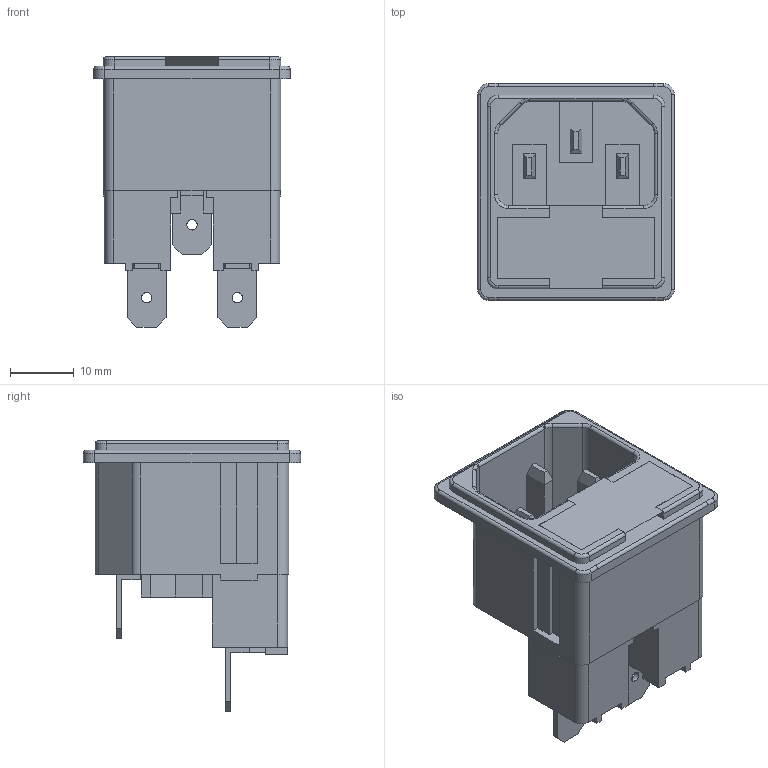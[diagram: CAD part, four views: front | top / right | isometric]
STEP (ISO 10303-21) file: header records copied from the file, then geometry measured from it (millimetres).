
FILE_DESCRIPTION (( 'STEP AP203' ), '1' );
FILE_NAME ('83110180.STEP', '2007-07-31T15:28:25', ( ' ' ), ( ' ' ), 'SwSTEP 2.0', 'SolidWorks 2007', '' );
FILE_SCHEMA (( 'CONFIG_CONTROL_DESIGN' ));
Length unit declared in the file: millimetre
Products named in the file (1): 83110180
Bounding box: 30.9 x 34.1 x 42.5 mm (x, y, z)
Volume: 12369 mm3; surface area: 11013 mm2
Topology: 1 solids, 1 shells, 279 faces, 793 edges, 510 vertices
Faces by surface type: plane 215, cylinder 48, torus 14, bspline 2
Entity records: 9036 total; most frequent: CARTESIAN_POINT 1611, ORIENTED_EDGE 1586, DIRECTION 1455, EDGE_CURVE 793, VECTOR 683, LINE 683, VERTEX_POINT 510, AXIS2_PLACEMENT_3D 386
